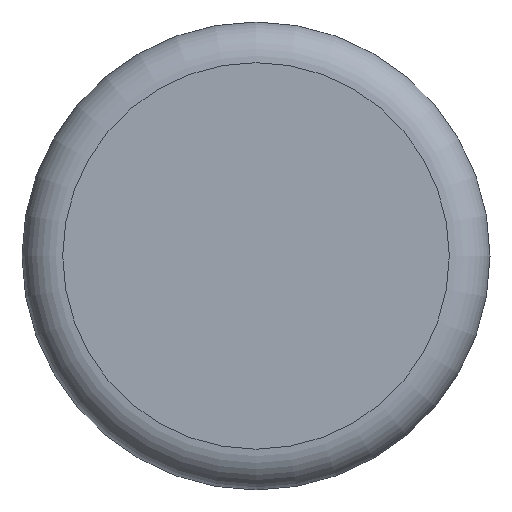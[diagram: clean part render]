
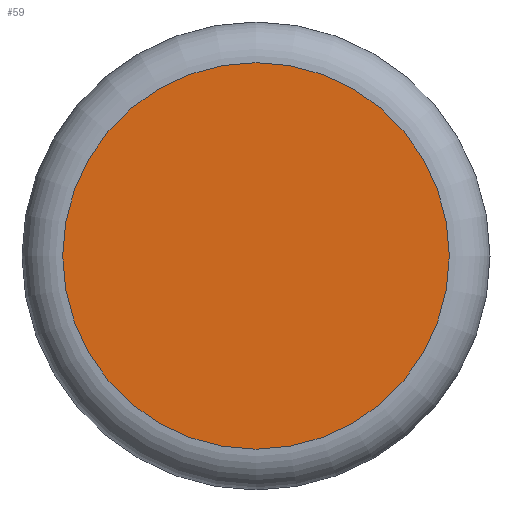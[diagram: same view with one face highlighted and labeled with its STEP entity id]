
A CAD part, top view. The second image highlights one B-rep face of the part: STEP entity #59.
In plain terms, the highlighted planar face has unit normal (0, 0, 1).
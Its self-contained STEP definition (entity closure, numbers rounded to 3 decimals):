
#59 = ADVANCED_FACE( '', ( #125 ), #126, .F. );
#125 = FACE_OUTER_BOUND( '', #225, .T. );
#126 = PLANE( '', #226 );
#225 = EDGE_LOOP( '', ( #336 ) );
#226 = AXIS2_PLACEMENT_3D( '', #337, #338, #339 );
#336 = ORIENTED_EDGE( '', *, *, #369, .T. );
#337 = CARTESIAN_POINT( '', ( 11.5, 0., 55. ) );
#338 = DIRECTION( '', ( 0., 0., -1. ) );
#339 = DIRECTION( '', ( -1., 0., 0. ) );
#369 = EDGE_CURVE( '', #403, #403, #404, .F. );
#403 = VERTEX_POINT( '', #446 );
#404 = CIRCLE( '', #447, 9.493 );
#446 = CARTESIAN_POINT( '', ( -9.493, 0., 55. ) );
#447 = AXIS2_PLACEMENT_3D( '', #491, #492, #493 );
#491 = CARTESIAN_POINT( '', ( 0., 0., 55. ) );
#492 = DIRECTION( '', ( 0., 0., -1. ) );
#493 = DIRECTION( '', ( -1., 0., 0. ) );
